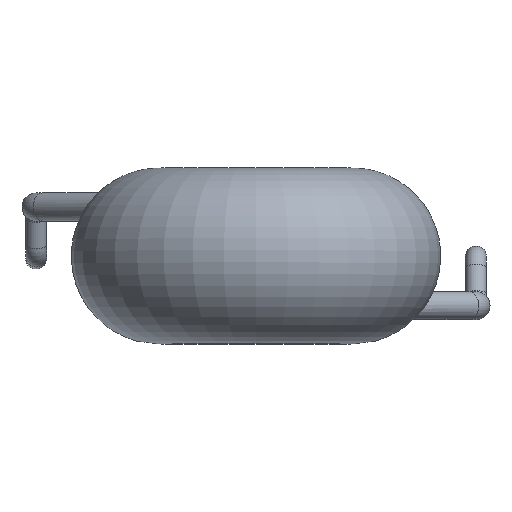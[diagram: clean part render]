
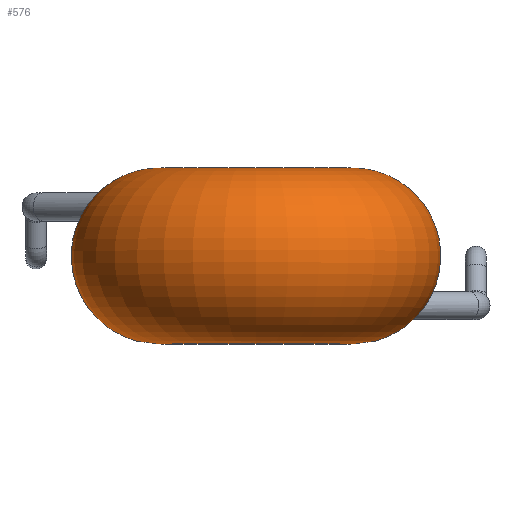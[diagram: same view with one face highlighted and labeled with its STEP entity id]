
A CAD part, top view. The second image highlights one B-rep face of the part: STEP entity #576.
In plain terms, the highlighted toroidal (fillet/blend) face has major radius 2.75 mm and minor radius 2.5 mm.
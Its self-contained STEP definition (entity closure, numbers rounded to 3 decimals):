
#445=CARTESIAN_POINT('',(4.423,0.469,-2.786));
#446=VERTEX_POINT('',#445);
#477=CARTESIAN_POINT('',(4.423,0.469,-2.787));
#478=CARTESIAN_POINT('',(4.46,0.459,-2.725));
#479=CARTESIAN_POINT('',(4.599,0.392,-2.477));
#480=CARTESIAN_POINT('',(4.748,0.037,-2.028));
#481=CARTESIAN_POINT('',(4.559,-0.527,-1.795));
#482=CARTESIAN_POINT('',(4.196,-0.921,-1.828));
#483=CARTESIAN_POINT('',(3.919,-1.092,-1.98));
#484=CARTESIAN_POINT('',(3.723,-1.142,-2.204));
#485=CARTESIAN_POINT('',(3.579,-1.127,-2.47));
#486=CARTESIAN_POINT('',(3.495,-1.011,-2.81));
#487=CARTESIAN_POINT('',(3.488,-0.777,-3.154));
#488=CARTESIAN_POINT('',(3.552,-0.465,-3.403));
#489=CARTESIAN_POINT('',(3.691,-0.103,-3.509));
#490=CARTESIAN_POINT('',(3.908,0.241,-3.424));
#491=CARTESIAN_POINT('',(4.176,0.464,-3.155));
#492=CARTESIAN_POINT('',(4.348,0.487,-2.91));
#493=CARTESIAN_POINT('',(4.423,0.469,-2.787));
#494=B_SPLINE_CURVE_WITH_KNOTS('',3,(#477,#478,#479,#480,#481,#482,#483,#484,#485,#486,#487,#488,#489,#490,#491,#492,#493),.UNSPECIFIED.,.T.,.U.,(4,1,1,1,1,1,1,1,1,1,1,1,1,1,4),(0.0,0.01,0.04,0.081,0.101,0.121,0.131,0.141,0.161,0.182,0.202,0.222,0.242,0.262,0.282),.UNSPECIFIED.);
#495=EDGE_CURVE('',#446,#446,#494,.T.);
#520=CARTESIAN_POINT('',(0.,0.8,0.));
#521=DIRECTION('',(0.,-1.0,0.));
#522=DIRECTION('',(0.0,0.0,1.0));
#523=AXIS2_PLACEMENT_3D('',#520,#521,#522);
#524=TOROIDAL_SURFACE('',#523,2.75,2.5);
#525=CARTESIAN_POINT('',(0.,3.3,2.75));
#526=VERTEX_POINT('',#525);
#527=CARTESIAN_POINT('',(0.,3.3,0.));
#528=DIRECTION('',(0.0,-1.0,0.0));
#529=DIRECTION('',(0.0,0.0,-1.0));
#530=AXIS2_PLACEMENT_3D('',#527,#528,#529);
#531=CIRCLE('',#530,2.75);
#532=EDGE_CURVE('',#526,#526,#531,.T.);
#533=ORIENTED_EDGE('',*,*,#532,.T.);
#534=EDGE_LOOP('',(#533));
#535=FACE_OUTER_BOUND('',#534,.T.);
#536=CARTESIAN_POINT('',(0.,-1.7,2.75));
#537=VERTEX_POINT('',#536);
#538=CARTESIAN_POINT('',(0.,-1.7,0.));
#539=DIRECTION('',(0.0,1.0,0.0));
#540=DIRECTION('',(0.0,0.0,-1.0));
#541=AXIS2_PLACEMENT_3D('',#538,#539,#540);
#542=CIRCLE('',#541,2.75);
#543=EDGE_CURVE('',#537,#537,#542,.T.);
#544=ORIENTED_EDGE('',*,*,#543,.T.);
#545=EDGE_LOOP('',(#544));
#546=FACE_BOUND('',#545,.T.);
#547=CARTESIAN_POINT('',(-4.423,1.131,-2.786));
#548=VERTEX_POINT('',#547);
#549=CARTESIAN_POINT('',(-4.423,1.131,-2.787));
#550=CARTESIAN_POINT('',(-4.461,1.141,-2.725));
#551=CARTESIAN_POINT('',(-4.599,1.208,-2.477));
#552=CARTESIAN_POINT('',(-4.748,1.564,-2.027));
#553=CARTESIAN_POINT('',(-4.56,2.127,-1.795));
#554=CARTESIAN_POINT('',(-4.239,2.472,-1.823));
#555=CARTESIAN_POINT('',(-4.03,2.624,-1.918));
#556=CARTESIAN_POINT('',(-3.812,2.734,-2.074));
#557=CARTESIAN_POINT('',(-3.594,2.751,-2.401));
#558=CARTESIAN_POINT('',(-3.521,2.644,-2.709));
#559=CARTESIAN_POINT('',(-3.5,2.546,-2.892));
#560=CARTESIAN_POINT('',(-3.493,2.472,-3.009));
#561=CARTESIAN_POINT('',(-3.499,2.324,-3.196));
#562=CARTESIAN_POINT('',(-3.552,2.065,-3.403));
#563=CARTESIAN_POINT('',(-3.691,1.703,-3.509));
#564=CARTESIAN_POINT('',(-3.909,1.358,-3.424));
#565=CARTESIAN_POINT('',(-4.176,1.136,-3.155));
#566=CARTESIAN_POINT('',(-4.348,1.113,-2.91));
#567=CARTESIAN_POINT('',(-4.423,1.131,-2.787));
#568=B_SPLINE_CURVE_WITH_KNOTS('',3,(#549,#550,#551,#552,#553,#554,#555,#556,#557,#558,#559,#560,#561,#562,#563,#564,#565,#566,#567),.UNSPECIFIED.,.T.,.U.,(4,1,1,1,1,1,1,1,1,1,1,1,1,1,1,1,4),(0.0,0.01,0.04,0.081,0.101,0.111,0.121,0.141,0.161,0.166,0.171,0.182,0.202,0.222,0.242,0.262,0.282),.UNSPECIFIED.);
#569=EDGE_CURVE('',#548,#548,#568,.T.);
#570=ORIENTED_EDGE('',*,*,#569,.F.);
#571=EDGE_LOOP('',(#570));
#572=FACE_BOUND('',#571,.T.);
#573=ORIENTED_EDGE('',*,*,#495,.F.);
#574=EDGE_LOOP('',(#573));
#575=FACE_BOUND('',#574,.T.);
#576=ADVANCED_FACE('',(#535,#546,#572,#575),#524,.T.);
